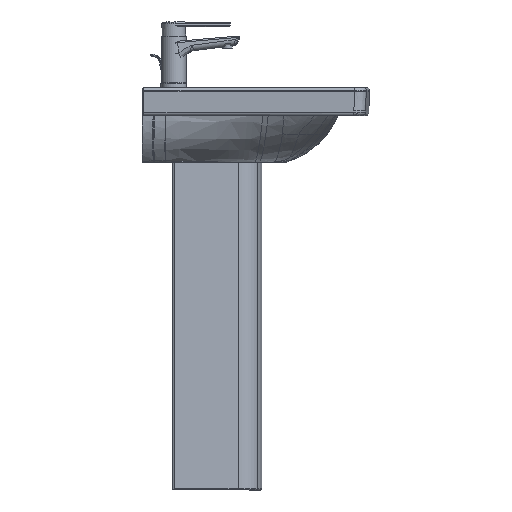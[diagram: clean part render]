
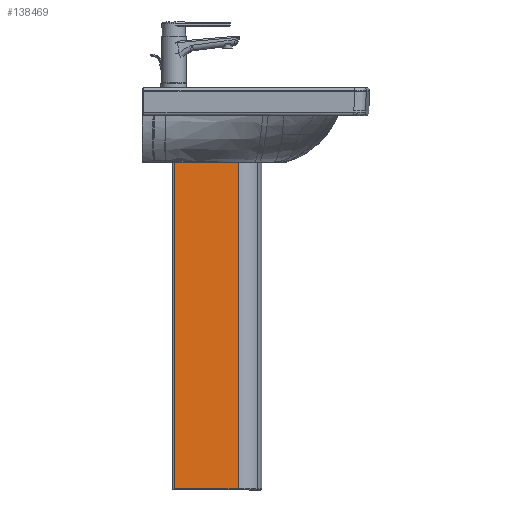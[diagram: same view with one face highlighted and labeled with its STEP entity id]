
A CAD part, front view. The second image highlights one B-rep face of the part: STEP entity #138469.
In plain terms, the highlighted face is planar.
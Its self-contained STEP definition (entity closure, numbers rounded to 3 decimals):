
#137912=CARTESIAN_POINT('',(-12.263,102.435,0.0));
#137913=VERTEX_POINT('',#137912);
#137940=CARTESIAN_POINT('',(-12.263,102.435,702.0));
#137941=VERTEX_POINT('',#137940);
#137949=CARTESIAN_POINT('',(-12.263,102.435,702.0));
#137950=DIRECTION('',(0.0,0.0,-1.0));
#137951=VECTOR('',#137950,702.0);
#137952=LINE('',#137949,#137951);
#137953=EDGE_CURVE('',#137941,#137913,#137952,.T.);
#137965=CARTESIAN_POINT('',(-24.034,-33.772,702.0));
#137966=VERTEX_POINT('',#137965);
#137974=CARTESIAN_POINT('',(-24.034,-33.772,702.0));
#137975=DIRECTION('',(0.086,0.996,0.0));
#137976=VECTOR('',#137975,136.715);
#137977=LINE('',#137974,#137976);
#137978=EDGE_CURVE('',#137966,#137941,#137977,.T.);
#138446=CARTESIAN_POINT('',(-11.981,105.693,0.0));
#138447=DIRECTION('',(0.996,-0.086,0.0));
#138448=DIRECTION('',(0.0,0.0,-1.0));
#138449=AXIS2_PLACEMENT_3D('',#138446,#138447,#138448);
#138450=PLANE('',#138449);
#138451=ORIENTED_EDGE('',*,*,#137978,.F.);
#138452=CARTESIAN_POINT('',(-24.034,-33.772,0.0));
#138453=VERTEX_POINT('',#138452);
#138454=CARTESIAN_POINT('',(-24.034,-33.772,0.0));
#138455=DIRECTION('',(0.0,0.0,1.0));
#138456=VECTOR('',#138455,702.0);
#138457=LINE('',#138454,#138456);
#138458=EDGE_CURVE('',#138453,#137966,#138457,.T.);
#138459=ORIENTED_EDGE('',*,*,#138458,.F.);
#138460=CARTESIAN_POINT('',(-24.034,-33.772,0.0));
#138461=DIRECTION('',(0.086,0.996,0.0));
#138462=VECTOR('',#138461,136.715);
#138463=LINE('',#138460,#138462);
#138464=EDGE_CURVE('',#138453,#137913,#138463,.T.);
#138465=ORIENTED_EDGE('',*,*,#138464,.T.);
#138466=ORIENTED_EDGE('',*,*,#137953,.F.);
#138467=EDGE_LOOP('',(#138451,#138459,#138465,#138466));
#138468=FACE_OUTER_BOUND('',#138467,.T.);
#138469=ADVANCED_FACE('',(#138468),#138450,.T.);
